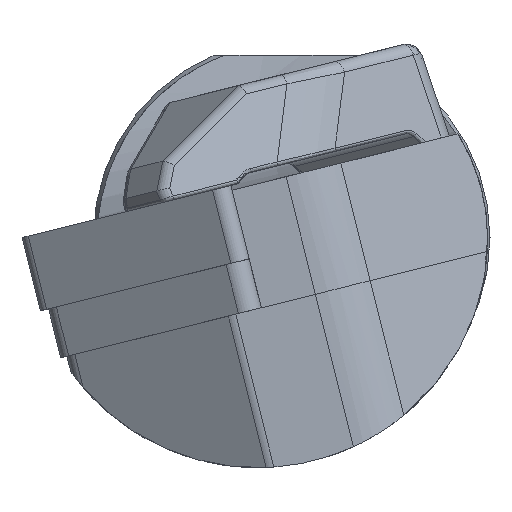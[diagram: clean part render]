
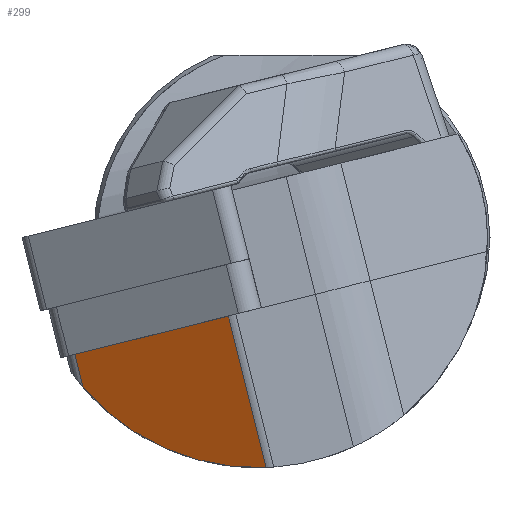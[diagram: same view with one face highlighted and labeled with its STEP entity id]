
A CAD part, left-side view. The second image highlights one B-rep face of the part: STEP entity #299.
In plain terms, the highlighted planar face has unit normal (-0.872, 0.474, -0.118).
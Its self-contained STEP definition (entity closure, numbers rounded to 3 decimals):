
#193=ELLIPSE('',#1955,16.62,14.5);
#299=ADVANCED_FACE('',(#451),#398,.F.);
#398=PLANE('',#1994);
#451=FACE_OUTER_BOUND('',#562,.T.);
#562=EDGE_LOOP('',(#1043,#1044,#1045,#1046));
#684=LINE('',#3325,#805);
#685=LINE('',#3329,#806);
#686=LINE('',#3331,#807);
#805=VECTOR('',#2279,1.);
#806=VECTOR('',#2284,1.);
#807=VECTOR('',#2285,1.);
#1043=ORIENTED_EDGE('',*,*,#1698,.F.);
#1044=ORIENTED_EDGE('',*,*,#1627,.T.);
#1045=ORIENTED_EDGE('',*,*,#1696,.T.);
#1046=ORIENTED_EDGE('',*,*,#1699,.T.);
#1457=VERTEX_POINT('',#2752);
#1458=VERTEX_POINT('',#2754);
#1504=VERTEX_POINT('',#3326);
#1505=VERTEX_POINT('',#3330);
#1627=EDGE_CURVE('',#1458,#1457,#193,.T.);
#1696=EDGE_CURVE('',#1457,#1504,#684,.T.);
#1698=EDGE_CURVE('',#1458,#1505,#685,.T.);
#1699=EDGE_CURVE('',#1504,#1505,#686,.T.);
#1955=AXIS2_PLACEMENT_3D('',#2753,#2185,#2186);
#1994=AXIS2_PLACEMENT_3D('',#3332,#2286,#2287);
#2185=DIRECTION('',(-0.872,0.474,-0.118));
#2186=DIRECTION('',(-0.489,-0.847,0.211));
#2279=DIRECTION('',(0.,0.242,0.97));
#2284=DIRECTION('',(0.,0.242,0.97));
#2285=DIRECTION('',(0.489,0.847,-0.211));
#2286=DIRECTION('',(0.872,-0.474,0.118));
#2287=DIRECTION('',(-0.478,-0.879,0.));
#2752=CARTESIAN_POINT('',(-306.862,-0.453,-14.521));
#2753=CARTESIAN_POINT('',(-308.533,0.086,-0.031));
#2754=CARTESIAN_POINT('',(-301.271,11.092,-9.471));
#3325=CARTESIAN_POINT('',(-306.862,174.233,686.106));
#3326=CARTESIAN_POINT('',(-306.862,1.929,-4.967));
#3329=CARTESIAN_POINT('',(-301.271,183.917,683.691));
#3330=CARTESIAN_POINT('',(-301.271,11.613,-7.381));
#3331=CARTESIAN_POINT('',(-301.271,11.613,-7.381));
#3332=CARTESIAN_POINT('',(-301.271,183.917,683.691));
